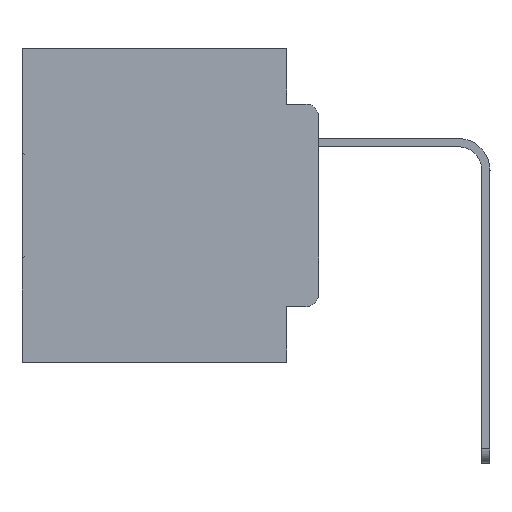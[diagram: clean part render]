
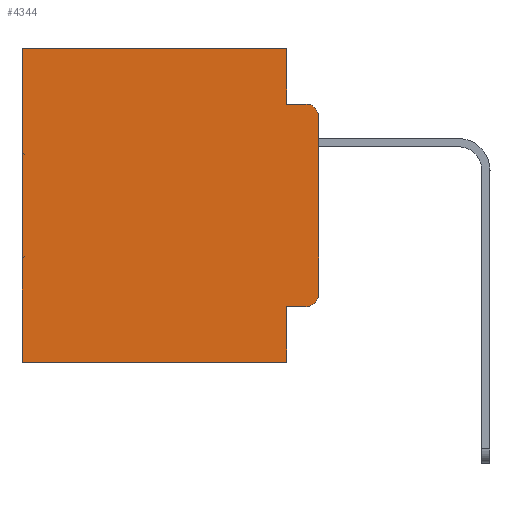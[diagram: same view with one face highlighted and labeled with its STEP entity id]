
A CAD part, left-side view. The second image highlights one B-rep face of the part: STEP entity #4344.
In plain terms, the highlighted planar face has unit normal (-1, 0, 0).
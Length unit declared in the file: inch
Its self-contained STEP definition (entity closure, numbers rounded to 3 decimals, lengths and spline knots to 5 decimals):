
#347 = VERTEX_POINT ( 'NONE', #25620 ) ;
#667 = VECTOR ( 'NONE', #6604, 39.37008 ) ;
#1103 = EDGE_CURVE ( 'NONE', #23693, #29098, #29470, .T. ) ;
#1128 = EDGE_CURVE ( 'NONE', #27588, #12568, #4119, .T. ) ;
#1316 = ORIENTED_EDGE ( 'NONE', *, *, #22069, .F. ) ;
#1712 = VERTEX_POINT ( 'NONE', #27239 ) ;
#2382 = EDGE_CURVE ( 'NONE', #27588, #5258, #19693, .T. ) ;
#2891 = VECTOR ( 'NONE', #3234, 39.37008 ) ;
#3234 = DIRECTION ( 'NONE',  ( 0., -1., 0. ) ) ;
#3411 = PLANE ( 'NONE',  #19024 ) ;
#3501 = DIRECTION ( 'NONE',  ( -1., 0., 0. ) ) ;
#4119 = CIRCLE ( 'NONE', #24806, 0.02 ) ;
#4344 = ADVANCED_FACE ( 'NONE', ( #17738 ), #3411, .F. ) ;
#5258 = VERTEX_POINT ( 'NONE', #6935 ) ;
#5371 = CARTESIAN_POINT ( 'NONE',  ( 0.298, 0.473, -0.5 ) ) ;
#5956 = LINE ( 'NONE', #27210, #12027 ) ;
#6514 = CARTESIAN_POINT ( 'NONE',  ( 0.298, 0., 0. ) ) ;
#6604 = DIRECTION ( 'NONE',  ( 0., -1., 0. ) ) ;
#6612 = CARTESIAN_POINT ( 'NONE',  ( 0.298, 0.051, 0. ) ) ;
#6926 = DIRECTION ( 'NONE',  ( 0., 0., -1. ) ) ;
#6935 = CARTESIAN_POINT ( 'NONE',  ( 0.298, 0., -0.3915 ) ) ;
#7240 = VERTEX_POINT ( 'NONE', #24597 ) ;
#7578 = LINE ( 'NONE', #10849, #25725 ) ;
#7818 = ORIENTED_EDGE ( 'NONE', *, *, #17780, .T. ) ;
#8805 = AXIS2_PLACEMENT_3D ( 'NONE', #18209, #3501, #30255 ) ;
#8989 = VERTEX_POINT ( 'NONE', #6612 ) ;
#9206 = VECTOR ( 'NONE', #18572, 39.37008 ) ;
#9495 = EDGE_CURVE ( 'NONE', #29098, #5258, #12765, .T. ) ;
#10609 = EDGE_LOOP ( 'NONE', ( #23164, #17648, #12309, #24638, #7818, #20201, #14706, #1316, #30914, #16452 ) ) ;
#10744 = CARTESIAN_POINT ( 'NONE',  ( 0.298, 0., 0. ) ) ;
#10849 = CARTESIAN_POINT ( 'NONE',  ( 0.298, 0.473, 0. ) ) ;
#11489 = CARTESIAN_POINT ( 'NONE',  ( 0.298, 0.051, -0.4115 ) ) ;
#11496 = CARTESIAN_POINT ( 'NONE',  ( 0.298, 0.051, -0.4115 ) ) ;
#11714 = DIRECTION ( 'NONE',  ( -1., 0., 0. ) ) ;
#11815 = DIRECTION ( 'NONE',  ( 0., 0., -1. ) ) ;
#12027 = VECTOR ( 'NONE', #12838, 39.37008 ) ;
#12309 = ORIENTED_EDGE ( 'NONE', *, *, #31239, .F. ) ;
#12568 = VERTEX_POINT ( 'NONE', #31369 ) ;
#12765 = CIRCLE ( 'NONE', #8805, 0.02 ) ;
#12838 = DIRECTION ( 'NONE',  ( 0., 1., 0. ) ) ;
#12868 = EDGE_CURVE ( 'NONE', #347, #22876, #7578, .T. ) ;
#12889 = CARTESIAN_POINT ( 'NONE',  ( 0.298, 0., 0. ) ) ;
#14706 = ORIENTED_EDGE ( 'NONE', *, *, #23623, .F. ) ;
#16394 = EDGE_CURVE ( 'NONE', #8989, #7240, #24476, .T. ) ;
#16452 = ORIENTED_EDGE ( 'NONE', *, *, #9495, .T. ) ;
#17197 = DIRECTION ( 'NONE',  ( 0., 0., -1. ) ) ;
#17549 = CARTESIAN_POINT ( 'NONE',  ( 0.298, 0.051, -0.0885 ) ) ;
#17648 = ORIENTED_EDGE ( 'NONE', *, *, #1128, .T. ) ;
#17738 = FACE_OUTER_BOUND ( 'NONE', #10609, .T. ) ;
#17780 = EDGE_CURVE ( 'NONE', #8989, #347, #19134, .T. ) ;
#18209 = CARTESIAN_POINT ( 'NONE',  ( 0.298, 0.02, -0.3915 ) ) ;
#18572 = DIRECTION ( 'NONE',  ( 0., 0., -1. ) ) ;
#19024 = AXIS2_PLACEMENT_3D ( 'NONE', #10744, #30061, #27414 ) ;
#19134 = LINE ( 'NONE', #12889, #21791 ) ;
#19693 = LINE ( 'NONE', #6514, #9206 ) ;
#20201 = ORIENTED_EDGE ( 'NONE', *, *, #12868, .T. ) ;
#21791 = VECTOR ( 'NONE', #22216, 39.37008 ) ;
#22069 = EDGE_CURVE ( 'NONE', #23693, #1712, #31429, .T. ) ;
#22216 = DIRECTION ( 'NONE',  ( 0., 1., 0. ) ) ;
#22876 = VERTEX_POINT ( 'NONE', #5371 ) ;
#22966 = LINE ( 'NONE', #17549, #2891 ) ;
#23164 = ORIENTED_EDGE ( 'NONE', *, *, #2382, .F. ) ;
#23623 = EDGE_CURVE ( 'NONE', #1712, #22876, #5956, .T. ) ;
#23693 = VERTEX_POINT ( 'NONE', #11489 ) ;
#24279 = CARTESIAN_POINT ( 'NONE',  ( 0.298, 0.051, 0. ) ) ;
#24476 = LINE ( 'NONE', #28595, #27099 ) ;
#24597 = CARTESIAN_POINT ( 'NONE',  ( 0.298, 0.051, -0.0885 ) ) ;
#24638 = ORIENTED_EDGE ( 'NONE', *, *, #16394, .F. ) ;
#24806 = AXIS2_PLACEMENT_3D ( 'NONE', #28910, #11714, #11815 ) ;
#25620 = CARTESIAN_POINT ( 'NONE',  ( 0.298, 0.473, 0. ) ) ;
#25725 = VECTOR ( 'NONE', #30380, 39.37008 ) ;
#26858 = CARTESIAN_POINT ( 'NONE',  ( 0.298, 0., -0.1085 ) ) ;
#27099 = VECTOR ( 'NONE', #6926, 39.37008 ) ;
#27210 = CARTESIAN_POINT ( 'NONE',  ( 0.298, 0., -0.5 ) ) ;
#27239 = CARTESIAN_POINT ( 'NONE',  ( 0.298, 0.051, -0.5 ) ) ;
#27414 = DIRECTION ( 'NONE',  ( 0., 0., -1. ) ) ;
#27588 = VERTEX_POINT ( 'NONE', #26858 ) ;
#28595 = CARTESIAN_POINT ( 'NONE',  ( 0.298, 0.051, 0. ) ) ;
#28910 = CARTESIAN_POINT ( 'NONE',  ( 0.298, 0.02, -0.1085 ) ) ;
#29078 = CARTESIAN_POINT ( 'NONE',  ( 0.298, 0.02, -0.4115 ) ) ;
#29098 = VERTEX_POINT ( 'NONE', #29078 ) ;
#29470 = LINE ( 'NONE', #11496, #667 ) ;
#29887 = VECTOR ( 'NONE', #17197, 39.37008 ) ;
#30061 = DIRECTION ( 'NONE',  ( 1., 0., 0. ) ) ;
#30255 = DIRECTION ( 'NONE',  ( 0., 0., -1. ) ) ;
#30380 = DIRECTION ( 'NONE',  ( 0., 0., -1. ) ) ;
#30914 = ORIENTED_EDGE ( 'NONE', *, *, #1103, .T. ) ;
#31239 = EDGE_CURVE ( 'NONE', #7240, #12568, #22966, .T. ) ;
#31369 = CARTESIAN_POINT ( 'NONE',  ( 0.298, 0.02, -0.0885 ) ) ;
#31429 = LINE ( 'NONE', #24279, #29887 ) ;
